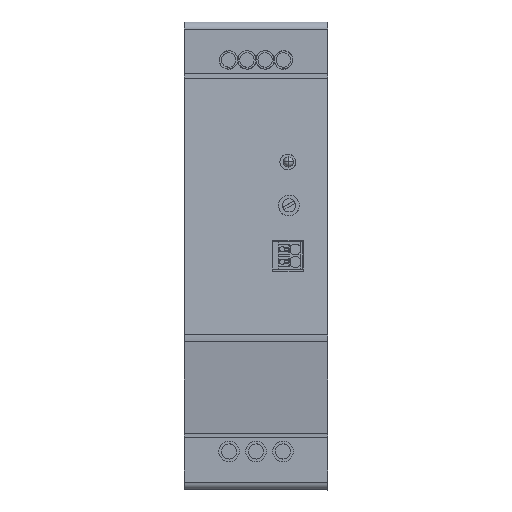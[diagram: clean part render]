
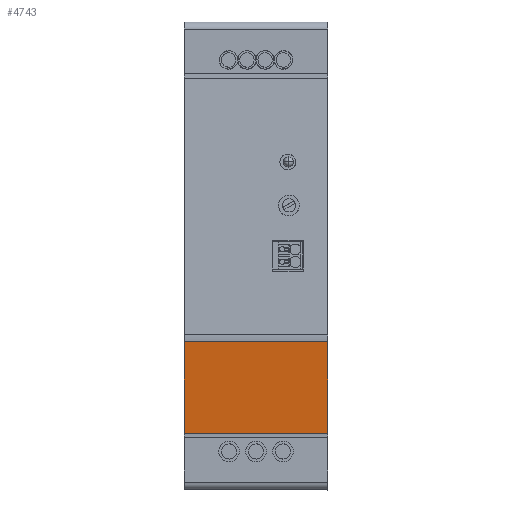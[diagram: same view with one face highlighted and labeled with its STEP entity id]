
A CAD part, top view. The second image highlights one B-rep face of the part: STEP entity #4743.
In plain terms, the highlighted planar face has unit normal (0, -0.114, 0.994).
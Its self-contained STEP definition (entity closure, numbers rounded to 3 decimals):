
#4730=AXIS2_PLACEMENT_3D('Plane Axis2P3D',#4727,#4728,#4729) ;
#605=CARTESIAN_POINT('Line Origine',(40.,15.569,100.526)) ;
#609=CARTESIAN_POINT('Vertex',(0.,15.569,100.526)) ;
#611=CARTESIAN_POINT('Vertex',(40.,15.569,100.526)) ;
#718=CARTESIAN_POINT('Line Origine',(0.,28.316,101.99)) ;
#722=CARTESIAN_POINT('Vertex',(0.,41.063,103.455)) ;
#4524=CARTESIAN_POINT('Vertex',(40.,41.063,103.455)) ;
#4527=CARTESIAN_POINT('Line Origine',(40.,28.316,101.99)) ;
#4727=CARTESIAN_POINT('Axis2P3D Location',(40.,15.569,100.526)) ;
#4732=CARTESIAN_POINT('Line Origine',(20.,41.063,103.455)) ;
#606=DIRECTION('Vector Direction',(-1.,0.,0.)) ;
#719=DIRECTION('Vector Direction',(0.,0.993,0.114)) ;
#4528=DIRECTION('Vector Direction',(0.,-0.993,-0.114)) ;
#4728=DIRECTION('Axis2P3D Direction',(0.,-0.114,0.993)) ;
#4729=DIRECTION('Axis2P3D XDirection',(0.,0.993,0.114)) ;
#4733=DIRECTION('Vector Direction',(1.,0.,0.)) ;
#607=VECTOR('Line Direction',#606,1.) ;
#720=VECTOR('Line Direction',#719,1.) ;
#4529=VECTOR('Line Direction',#4528,1.) ;
#4734=VECTOR('Line Direction',#4733,1.) ;
#4738=ORIENTED_EDGE('',*,*,#4736,.F.) ;
#4739=ORIENTED_EDGE('',*,*,#724,.F.) ;
#4740=ORIENTED_EDGE('',*,*,#613,.T.) ;
#4741=ORIENTED_EDGE('',*,*,#4531,.F.) ;
#4743=ADVANCED_FACE('Hauptk\X2\00F6\X0\rper',(#4742),#4731,.T.) ;
#613=EDGE_CURVE('',#610,#612,#608,.F.) ;
#724=EDGE_CURVE('',#610,#723,#721,.T.) ;
#4531=EDGE_CURVE('',#4525,#612,#4530,.T.) ;
#4736=EDGE_CURVE('',#723,#4525,#4735,.T.) ;
#4737=EDGE_LOOP('',(#4738,#4739,#4740,#4741)) ;
#4742=FACE_OUTER_BOUND('',#4737,.T.) ;
#608=LINE('Line',#605,#607) ;
#721=LINE('Line',#718,#720) ;
#4530=LINE('Line',#4527,#4529) ;
#4735=LINE('Line',#4732,#4734) ;
#4731=PLANE('',#4730) ;
#610=VERTEX_POINT('',#609) ;
#612=VERTEX_POINT('',#611) ;
#723=VERTEX_POINT('',#722) ;
#4525=VERTEX_POINT('',#4524) ;
